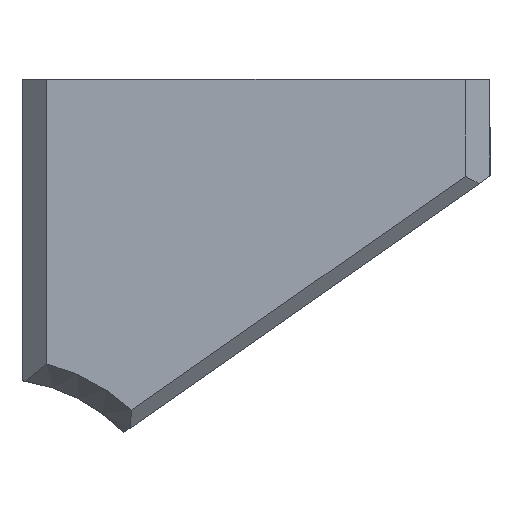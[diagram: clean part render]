
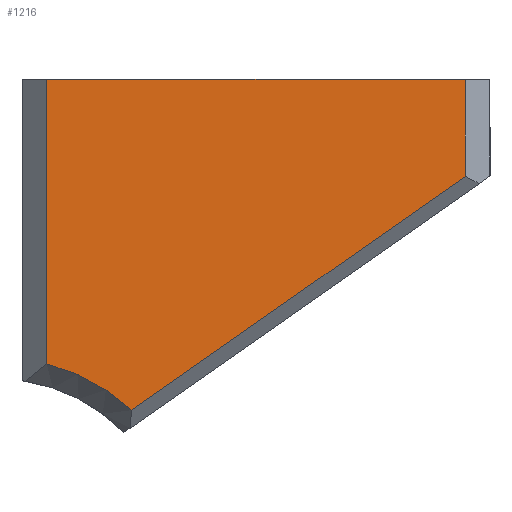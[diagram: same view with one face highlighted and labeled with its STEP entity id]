
A CAD part, front view. The second image highlights one B-rep face of the part: STEP entity #1216.
In plain terms, the highlighted planar face has unit normal (0, -1, 0).
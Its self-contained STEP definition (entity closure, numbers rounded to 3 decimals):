
#59 = CARTESIAN_POINT ( 'NONE',  ( -45.266, 7., -27.331 ) ) ;
#94 = CARTESIAN_POINT ( 'NONE',  ( -41.743, 7., -24.864 ) ) ;
#127 = VERTEX_POINT ( 'NONE', #1536 ) ;
#148 = CARTESIAN_POINT ( 'NONE',  ( -149.086, 7., -72.908 ) ) ;
#150 = DIRECTION ( 'NONE',  ( 1., 0., 0. ) ) ;
#223 = CARTESIAN_POINT ( 'NONE',  ( -149.086, 7., -91.977 ) ) ;
#267 = LINE ( 'NONE', #1245, #332 ) ;
#294 = PLANE ( 'NONE',  #564 ) ;
#305 = DIRECTION ( 'NONE',  ( 0.819, 0., 0.574 ) ) ;
#306 = CARTESIAN_POINT ( 'NONE',  ( -127.323, 7., -84.788 ) ) ;
#314 = CARTESIAN_POINT ( 'NONE',  ( -41.743, 7., 0. ) ) ;
#326 = LINE ( 'NONE', #223, #387 ) ;
#332 = VECTOR ( 'NONE', #150, 1000. ) ;
#387 = VECTOR ( 'NONE', #1320, 1000. ) ;
#414 = VERTEX_POINT ( 'NONE', #148 ) ;
#480 = CIRCLE ( 'NONE', #687, 50. ) ;
#564 = AXIS2_PLACEMENT_3D ( 'NONE', #576, #1299, #932 ) ;
#576 = CARTESIAN_POINT ( 'NONE',  ( 0., 7., -91.977 ) ) ;
#602 = ORIENTED_EDGE ( 'NONE', *, *, #1108, .F. ) ;
#664 = CARTESIAN_POINT ( 'NONE',  ( -161.414, 7., -121.364 ) ) ;
#687 = AXIS2_PLACEMENT_3D ( 'NONE', #664, #1145, #773 ) ;
#691 = LINE ( 'NONE', #59, #1303 ) ;
#773 = DIRECTION ( 'NONE',  ( 0., 0., -1. ) ) ;
#787 = ORIENTED_EDGE ( 'NONE', *, *, #1288, .F. ) ;
#795 = ORIENTED_EDGE ( 'NONE', *, *, #940, .T. ) ;
#917 = VERTEX_POINT ( 'NONE', #306 ) ;
#923 = FACE_OUTER_BOUND ( 'NONE', #1266, .T. ) ;
#932 = DIRECTION ( 'NONE',  ( 0., 0., -1. ) ) ;
#940 = EDGE_CURVE ( 'NONE', #1372, #1324, #949, .T. ) ;
#949 = LINE ( 'NONE', #1200, #1441 ) ;
#1008 = EDGE_CURVE ( 'NONE', #414, #127, #326, .T. ) ;
#1108 = EDGE_CURVE ( 'NONE', #127, #1324, #267, .T. ) ;
#1145 = DIRECTION ( 'NONE',  ( 0., -1., 0. ) ) ;
#1196 = EDGE_CURVE ( 'NONE', #917, #1372, #691, .T. ) ;
#1200 = CARTESIAN_POINT ( 'NONE',  ( -41.743, 7., -91.977 ) ) ;
#1216 = ADVANCED_FACE ( 'NONE', ( #923 ), #294, .T. ) ;
#1245 = CARTESIAN_POINT ( 'NONE',  ( 0., 7., 0. ) ) ;
#1266 = EDGE_LOOP ( 'NONE', ( #1282, #795, #602, #1494, #787 ) ) ;
#1282 = ORIENTED_EDGE ( 'NONE', *, *, #1196, .T. ) ;
#1288 = EDGE_CURVE ( 'NONE', #917, #414, #480, .T. ) ;
#1299 = DIRECTION ( 'NONE',  ( 0., -1., 0. ) ) ;
#1303 = VECTOR ( 'NONE', #305, 1000. ) ;
#1320 = DIRECTION ( 'NONE',  ( 0., 0., 1. ) ) ;
#1324 = VERTEX_POINT ( 'NONE', #314 ) ;
#1372 = VERTEX_POINT ( 'NONE', #94 ) ;
#1429 = DIRECTION ( 'NONE',  ( 0., 0., 1. ) ) ;
#1441 = VECTOR ( 'NONE', #1429, 1000. ) ;
#1494 = ORIENTED_EDGE ( 'NONE', *, *, #1008, .F. ) ;
#1536 = CARTESIAN_POINT ( 'NONE',  ( -149.086, 7., 0. ) ) ;
